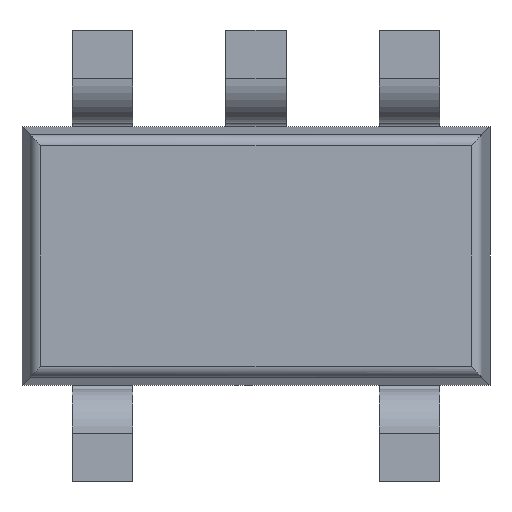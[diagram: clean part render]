
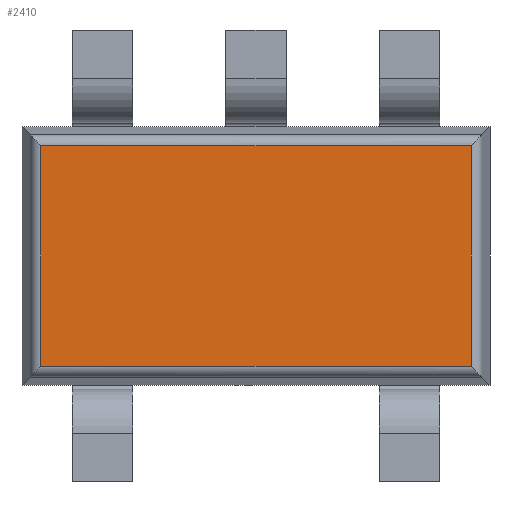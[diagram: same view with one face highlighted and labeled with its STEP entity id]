
A CAD part, front view. The second image highlights one B-rep face of the part: STEP entity #2410.
In plain terms, the highlighted planar face has unit normal (0, -1, 0).
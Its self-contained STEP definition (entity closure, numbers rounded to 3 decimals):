
#2371 = CARTESIAN_POINT ( 'NONE',  ( 1.333, 0.01, -0.683 ) ) ;
#2372 = VERTEX_POINT ( 'NONE', #2371 ) ;
#2373 = CARTESIAN_POINT ( 'NONE',  ( 1.333, 0.01, 0.683 ) ) ;
#2374 = VERTEX_POINT ( 'NONE', #2373 ) ;
#2375 = CARTESIAN_POINT ( 'NONE',  ( 1.333, 0.01, 0.254 ) ) ;
#2376 = DIRECTION ( 'NONE',  ( 0., 0., 1. ) ) ;
#2377 = VECTOR ( 'NONE', #2376, 1000. ) ;
#2378 = LINE ( 'NONE', #2375, #2377 ) ;
#2379 = EDGE_CURVE ( 'NONE', #2372, #2374, #2378, .T. ) ;
#2380 = ORIENTED_EDGE ( 'NONE', *, *, #2379, .T. ) ;
#2381 = CARTESIAN_POINT ( 'NONE',  ( -1.333, 0.01, 0.683 ) ) ;
#2382 = VERTEX_POINT ( 'NONE', #2381 ) ;
#2383 = CARTESIAN_POINT ( 'NONE',  ( 0.46, 0.01, 0.683 ) ) ;
#2384 = DIRECTION ( 'NONE',  ( -1., 0., 0. ) ) ;
#2385 = VECTOR ( 'NONE', #2384, 1000. ) ;
#2386 = LINE ( 'NONE', #2383, #2385 ) ;
#2387 = EDGE_CURVE ( 'NONE', #2374, #2382, #2386, .T. ) ;
#2388 = ORIENTED_EDGE ( 'NONE', *, *, #2387, .T. ) ;
#2389 = CARTESIAN_POINT ( 'NONE',  ( -1.333, 0.01, -0.683 ) ) ;
#2390 = VERTEX_POINT ( 'NONE', #2389 ) ;
#2391 = CARTESIAN_POINT ( 'NONE',  ( -1.333, 0.01, 0.254 ) ) ;
#2392 = DIRECTION ( 'NONE',  ( 0., 0., -1. ) ) ;
#2393 = VECTOR ( 'NONE', #2392, 1000. ) ;
#2394 = LINE ( 'NONE', #2391, #2393 ) ;
#2395 = EDGE_CURVE ( 'NONE', #2382, #2390, #2394, .T. ) ;
#2396 = ORIENTED_EDGE ( 'NONE', *, *, #2395, .T. ) ;
#2397 = CARTESIAN_POINT ( 'NONE',  ( 0.46, 0.01, -0.683 ) ) ;
#2398 = DIRECTION ( 'NONE',  ( 1., 0., 0. ) ) ;
#2399 = VECTOR ( 'NONE', #2398, 1000. ) ;
#2400 = LINE ( 'NONE', #2397, #2399 ) ;
#2401 = EDGE_CURVE ( 'NONE', #2390, #2372, #2400, .T. ) ;
#2402 = ORIENTED_EDGE ( 'NONE', *, *, #2401, .T. ) ;
#2403 = EDGE_LOOP ( 'NONE', ( #2380, #2388, #2396, #2402 ) ) ;
#2404 = FACE_OUTER_BOUND ( 'NONE', #2403, .T. ) ;
#2405 = CARTESIAN_POINT ( 'NONE',  ( 0.46, 0.01, 0.254 ) ) ;
#2406 = DIRECTION ( 'NONE',  ( 0., -1., 0. ) ) ;
#2407 = DIRECTION ( 'NONE',  ( 0., 0., -1. ) ) ;
#2408 = AXIS2_PLACEMENT_3D ( 'NONE', #2405, #2406, #2407 ) ;
#2409 = PLANE ( 'NONE', #2408 ) ;
#2410 = ADVANCED_FACE ( 'NONE', ( #2404 ), #2409, .T. ) ;
